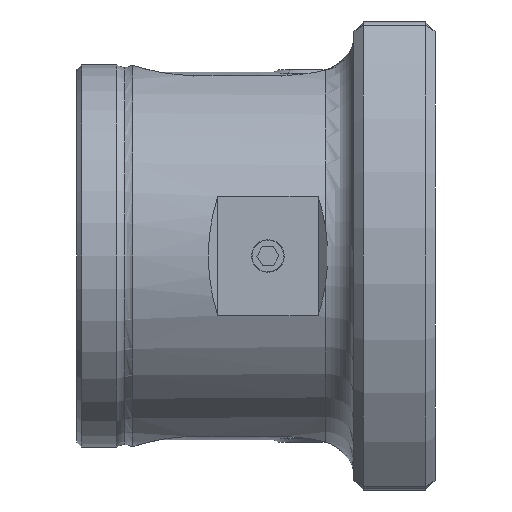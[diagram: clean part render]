
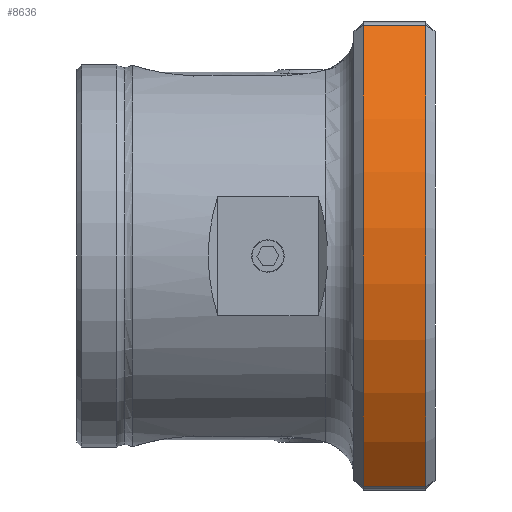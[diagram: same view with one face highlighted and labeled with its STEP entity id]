
A CAD part, left-side view. The second image highlights one B-rep face of the part: STEP entity #8636.
In plain terms, the highlighted cylindrical face has radius 72 mm (diameter 144 mm), a partial arc.
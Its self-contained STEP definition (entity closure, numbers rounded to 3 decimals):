
#44 = CARTESIAN_POINT ( 'NONE',  ( 0., 53.357, -48.343 ) ) ;
#281 = CARTESIAN_POINT ( 'NONE',  ( 15., 0., 0. ) ) ;
#377 = DIRECTION ( 'NONE',  ( 0., 0., 1. ) ) ;
#875 = AXIS2_PLACEMENT_3D ( 'NONE', #281, #7830, #377 ) ;
#944 = CIRCLE ( 'NONE', #6500, 72. ) ;
#1015 = VERTEX_POINT ( 'NONE', #1480 ) ;
#1165 = CARTESIAN_POINT ( 'NONE',  ( 0., 0., 0. ) ) ;
#1480 = CARTESIAN_POINT ( 'NONE',  ( 2., 53.357, 48.343 ) ) ;
#1920 = VECTOR ( 'NONE', #7797, 1000. ) ;
#2011 = CIRCLE ( 'NONE', #875, 72. ) ;
#2776 = ORIENTED_EDGE ( 'NONE', *, *, #4877, .T. ) ;
#2913 = EDGE_LOOP ( 'NONE', ( #4275, #5505, #2776, #5357 ) ) ;
#3085 = DIRECTION ( 'NONE',  ( -1., 0., 0. ) ) ;
#3264 = CYLINDRICAL_SURFACE ( 'NONE', #8820, 72. ) ;
#3358 = EDGE_CURVE ( 'NONE', #5687, #1015, #944, .T. ) ;
#3605 = EDGE_CURVE ( 'NONE', #8787, #5687, #6858, .T. ) ;
#3816 = VECTOR ( 'NONE', #3085, 1000. ) ;
#4275 = ORIENTED_EDGE ( 'NONE', *, *, #3605, .T. ) ;
#4780 = CARTESIAN_POINT ( 'NONE',  ( 0., 53.357, 48.343 ) ) ;
#4803 = FACE_OUTER_BOUND ( 'NONE', #2913, .T. ) ;
#4877 = EDGE_CURVE ( 'NONE', #1015, #8170, #9329, .T. ) ;
#5357 = ORIENTED_EDGE ( 'NONE', *, *, #8206, .T. ) ;
#5505 = ORIENTED_EDGE ( 'NONE', *, *, #3358, .T. ) ;
#5687 = VERTEX_POINT ( 'NONE', #7080 ) ;
#6333 = DIRECTION ( 'NONE',  ( -1., 0., 0. ) ) ;
#6386 = DIRECTION ( 'NONE',  ( 0., 0., 1. ) ) ;
#6500 = AXIS2_PLACEMENT_3D ( 'NONE', #6614, #6520, #8707 ) ;
#6520 = DIRECTION ( 'NONE',  ( 1., 0., 0. ) ) ;
#6583 = CARTESIAN_POINT ( 'NONE',  ( 15., 53.357, -48.343 ) ) ;
#6614 = CARTESIAN_POINT ( 'NONE',  ( 2., 0., 0. ) ) ;
#6858 = LINE ( 'NONE', #44, #3816 ) ;
#7080 = CARTESIAN_POINT ( 'NONE',  ( 2., 53.357, -48.343 ) ) ;
#7797 = DIRECTION ( 'NONE',  ( 1., 0., 0. ) ) ;
#7830 = DIRECTION ( 'NONE',  ( -1., 0., 0. ) ) ;
#7976 = CARTESIAN_POINT ( 'NONE',  ( 15., 53.357, 48.343 ) ) ;
#8170 = VERTEX_POINT ( 'NONE', #7976 ) ;
#8206 = EDGE_CURVE ( 'NONE', #8170, #8787, #2011, .T. ) ;
#8636 = ADVANCED_FACE ( 'NONE', ( #4803 ), #3264, .T. ) ;
#8707 = DIRECTION ( 'NONE',  ( 0., 0., -1. ) ) ;
#8787 = VERTEX_POINT ( 'NONE', #6583 ) ;
#8820 = AXIS2_PLACEMENT_3D ( 'NONE', #1165, #6333, #6386 ) ;
#9329 = LINE ( 'NONE', #4780, #1920 ) ;
